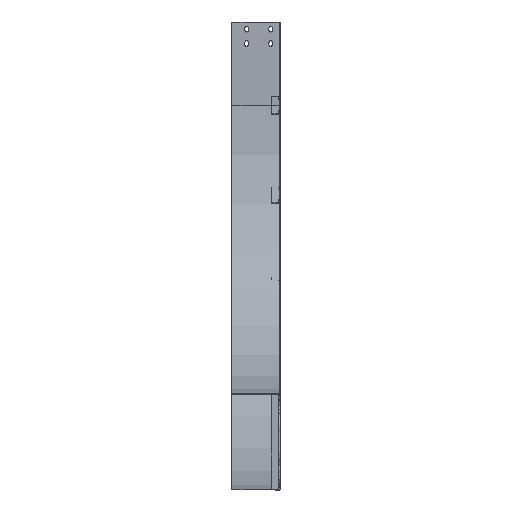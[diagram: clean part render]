
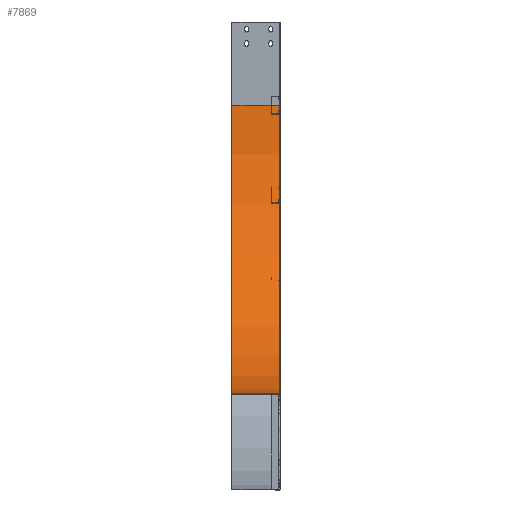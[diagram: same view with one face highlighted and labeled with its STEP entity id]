
A CAD part, left-side view. The second image highlights one B-rep face of the part: STEP entity #7869.
In plain terms, the highlighted cylindrical face has radius 600 mm (diameter 1200 mm), a partial arc.
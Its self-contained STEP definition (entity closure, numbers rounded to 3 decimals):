
#517 = FACE_OUTER_BOUND ( 'NONE', #6942, .T. ) ;
#521 = CYLINDRICAL_SURFACE ( 'NONE', #2816, 600. ) ;
#1025 = EDGE_CURVE ( 'NONE', #3859, #3179, #7163, .T. ) ;
#1026 = EDGE_CURVE ( 'NONE', #3859, #3181, #7161, .T. ) ;
#1027 = EDGE_CURVE ( 'NONE', #3181, #3182, #7164, .T. ) ;
#1028 = EDGE_CURVE ( 'NONE', #3179, #3182, #7167, .T. ) ;
#1714 = ORIENTED_EDGE ( 'NONE', *, *, #1025, .F. ) ;
#1715 = ORIENTED_EDGE ( 'NONE', *, *, #1026, .T. ) ;
#1716 = ORIENTED_EDGE ( 'NONE', *, *, #1027, .T. ) ;
#1717 = ORIENTED_EDGE ( 'NONE', *, *, #1028, .F. ) ;
#2741 = DIRECTION ( 'NONE',  ( 0., 0., 1. ) ) ;
#2748 = DIRECTION ( 'NONE',  ( 0., 1., 0. ) ) ;
#2749 = CARTESIAN_POINT ( 'NONE',  ( -600., 0., -173. ) ) ;
#2816 = AXIS2_PLACEMENT_3D ( 'NONE', #2749, #2748, #2741 ) ;
#2999 = AXIS2_PLACEMENT_3D ( 'NONE', #7603, #7604, #7605 ) ;
#3000 = AXIS2_PLACEMENT_3D ( 'NONE', #7607, #7608, #7609 ) ;
#3179 = VERTEX_POINT ( 'NONE', #5730 ) ;
#3181 = VERTEX_POINT ( 'NONE', #5733 ) ;
#3182 = VERTEX_POINT ( 'NONE', #5734 ) ;
#3859 = VERTEX_POINT ( 'NONE', #4666 ) ;
#4666 = CARTESIAN_POINT ( 'NONE',  ( 0., 57.07, -173. ) ) ;
#5730 = CARTESIAN_POINT ( 'NONE',  ( 0., -41.13, -173. ) ) ;
#5733 = CARTESIAN_POINT ( 'NONE',  ( -600., 57.07, -773. ) ) ;
#5734 = CARTESIAN_POINT ( 'NONE',  ( -600., -41.13, -773. ) ) ;
#6942 = EDGE_LOOP ( 'NONE', ( #1714, #1715, #1716, #1717 ) ) ;
#7161 = CIRCLE ( 'NONE', #2999, 600. ) ;
#7163 = LINE ( 'NONE', #7594, #7165 ) ;
#7164 = LINE ( 'NONE', #7602, #7168 ) ;
#7165 = VECTOR ( 'NONE', #7600, 1000. ) ;
#7167 = CIRCLE ( 'NONE', #3000, 600. ) ;
#7168 = VECTOR ( 'NONE', #7599, 1000. ) ;
#7594 = CARTESIAN_POINT ( 'NONE',  ( 0., -41.13, -173. ) ) ;
#7599 = DIRECTION ( 'NONE',  ( 0., -1., 0. ) ) ;
#7600 = DIRECTION ( 'NONE',  ( 0., -1., 0. ) ) ;
#7602 = CARTESIAN_POINT ( 'NONE',  ( -600., -41.13, -773. ) ) ;
#7603 = CARTESIAN_POINT ( 'NONE',  ( -600., 57.07, -173. ) ) ;
#7604 = DIRECTION ( 'NONE',  ( 0., 1., 0. ) ) ;
#7605 = DIRECTION ( 'NONE',  ( 0., 0., 1. ) ) ;
#7607 = CARTESIAN_POINT ( 'NONE',  ( -600., -41.13, -173. ) ) ;
#7608 = DIRECTION ( 'NONE',  ( 0., 1., 0. ) ) ;
#7609 = DIRECTION ( 'NONE',  ( 0., 0., 1. ) ) ;
#7869 = ADVANCED_FACE ( 'NONE', ( #517 ), #521, .F. ) ;
